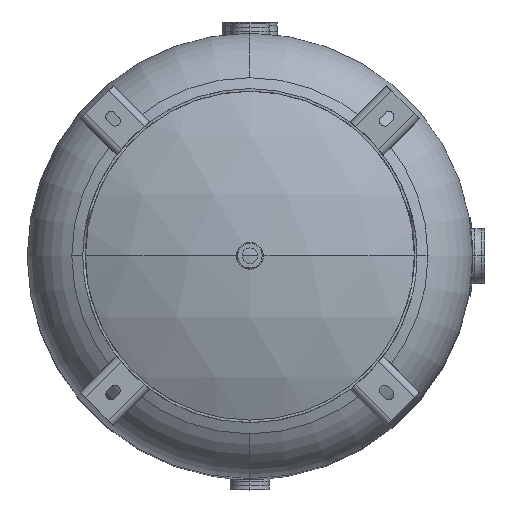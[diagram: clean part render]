
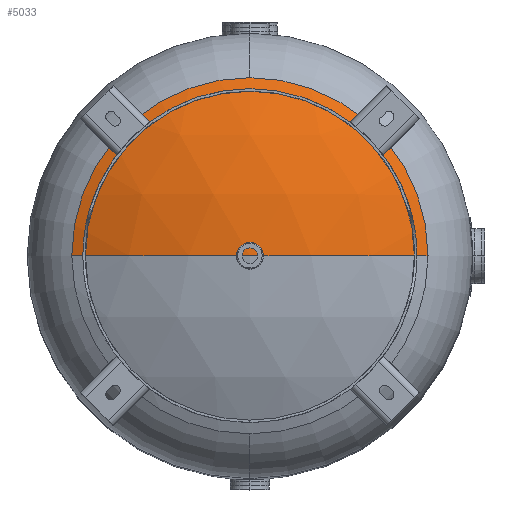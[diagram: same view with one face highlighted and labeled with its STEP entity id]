
A CAD part, top view. The second image highlights one B-rep face of the part: STEP entity #5033.
In plain terms, the highlighted spherical face has radius 548.64 mm.
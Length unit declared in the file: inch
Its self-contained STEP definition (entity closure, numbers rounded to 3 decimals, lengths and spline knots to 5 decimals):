
#255 = VERTEX_POINT ( 'NONE', #7463 ) ;
#1322 = VERTEX_POINT ( 'NONE', #16124 ) ;
#1473 = CARTESIAN_POINT ( 'NONE',  ( 9.6, 0., 20.74942 ) ) ;
#2649 = CIRCLE ( 'NONE', #7893, 21.6 ) ;
#4510 = AXIS2_PLACEMENT_3D ( 'NONE', #15961, #7401, #18085 ) ;
#4524 = CARTESIAN_POINT ( 'NONE',  ( 0., 0., 23. ) ) ;
#5033 = ADVANCED_FACE ( 'NONE', ( #10477 ), #20920, .T. ) ;
#5251 = DIRECTION ( 'NONE',  ( 0., 0., -1. ) ) ;
#5636 = AXIS2_PLACEMENT_3D ( 'NONE', #20358, #16476, #22248 ) ;
#6363 = VERTEX_POINT ( 'NONE', #4524 ) ;
#6465 = CIRCLE ( 'NONE', #22184, 9.6 ) ;
#6543 = DIRECTION ( 'NONE',  ( 1., 0., 0. ) ) ;
#7125 = CARTESIAN_POINT ( 'NONE',  ( 0., 0., 20.74942 ) ) ;
#7350 = EDGE_CURVE ( 'NONE', #1322, #255, #6465, .T. ) ;
#7401 = DIRECTION ( 'NONE',  ( 0., 0., -1. ) ) ;
#7463 = CARTESIAN_POINT ( 'NONE',  ( 0., 9.6, 20.74942 ) ) ;
#7893 = AXIS2_PLACEMENT_3D ( 'NONE', #19193, #10376, #6543 ) ;
#8210 = CIRCLE ( 'NONE', #5636, 21.6 ) ;
#8705 = EDGE_LOOP ( 'NONE', ( #20345, #21157, #21021, #21451 ) ) ;
#8831 = CARTESIAN_POINT ( 'NONE',  ( 0., 0., 1.4 ) ) ;
#10376 = DIRECTION ( 'NONE',  ( 0., -1., 0. ) ) ;
#10477 = FACE_OUTER_BOUND ( 'NONE', #8705, .T. ) ;
#10658 = EDGE_CURVE ( 'NONE', #6363, #1322, #2649, .T. ) ;
#15548 = VERTEX_POINT ( 'NONE', #1473 ) ;
#15961 = CARTESIAN_POINT ( 'NONE',  ( 0., 0., 20.74942 ) ) ;
#15973 = DIRECTION ( 'NONE',  ( 0., -1., 0. ) ) ;
#16124 = CARTESIAN_POINT ( 'NONE',  ( -9.6, 0., 20.74942 ) ) ;
#16171 = EDGE_CURVE ( 'NONE', #6363, #15548, #8210, .T. ) ;
#16350 = DIRECTION ( 'NONE',  ( 0., 1., 0. ) ) ;
#16476 = DIRECTION ( 'NONE',  ( 0., 1., 0. ) ) ;
#16860 = EDGE_CURVE ( 'NONE', #255, #15548, #22866, .T. ) ;
#18085 = DIRECTION ( 'NONE',  ( 0., 1., 0. ) ) ;
#19193 = CARTESIAN_POINT ( 'NONE',  ( 0., 0., 1.4 ) ) ;
#20345 = ORIENTED_EDGE ( 'NONE', *, *, #10658, .F. ) ;
#20358 = CARTESIAN_POINT ( 'NONE',  ( 0., 0., 1.4 ) ) ;
#20920 = SPHERICAL_SURFACE ( 'NONE', #21729, 21.6 ) ;
#21021 = ORIENTED_EDGE ( 'NONE', *, *, #16860, .F. ) ;
#21157 = ORIENTED_EDGE ( 'NONE', *, *, #16171, .T. ) ;
#21451 = ORIENTED_EDGE ( 'NONE', *, *, #7350, .F. ) ;
#21729 = AXIS2_PLACEMENT_3D ( 'NONE', #8831, #15973, #22938 ) ;
#22184 = AXIS2_PLACEMENT_3D ( 'NONE', #7125, #5251, #16350 ) ;
#22248 = DIRECTION ( 'NONE',  ( 0., 0., 1. ) ) ;
#22866 = CIRCLE ( 'NONE', #4510, 9.6 ) ;
#22938 = DIRECTION ( 'NONE',  ( 1., 0., 0. ) ) ;
